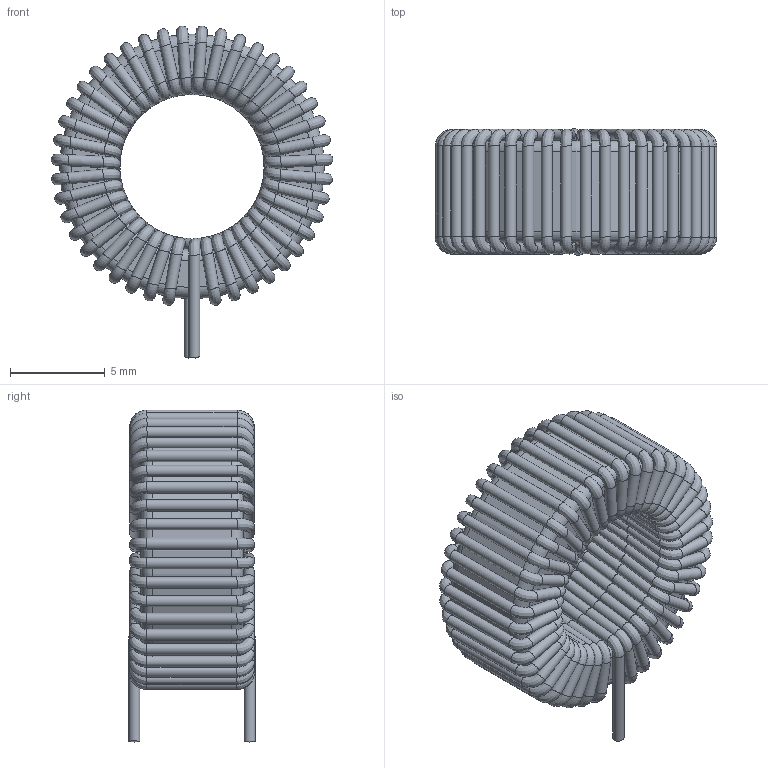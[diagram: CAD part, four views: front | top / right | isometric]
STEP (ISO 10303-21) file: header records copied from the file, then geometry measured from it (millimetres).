
FILE_DESCRIPTION(('FreeCAD Model'),'2;1');
FILE_NAME('TOROID_VERTICAL_D14.0mm_W7.0mm_P6.0mm.step', '2020-02-27T20:54:36',('Author'),(''), 'Open CASCADE STEP processor 7.3','FreeCAD','Unknown');
FILE_SCHEMA(('AUTOMOTIVE_DESIGN { 1 0 10303 214 1 1 1 1 }'));
Length unit declared in the file: millimetre
Products named in the file (4): Toroide_Black; Array001; Sweep004; Sweep003
Bounding box: 14.88 x 6.7 x 17.55 mm (x, y, z)
Volume: 698.8 mm3; surface area: 1944.6 mm2
Topology: 45 solids, 45 shells, 480 faces, 826 edges, 436 vertices
Faces by surface type: extrusion 214, revolution 170, plane 90, torus 4, cylinder 2
Full cylindrical faces by diameter (mm): 8.8 x1, 14 x1
Entity records: 13030 total; most frequent: DIRECTION 2782, CARTESIAN_POINT 1913, ORIENTED_EDGE 1652, AXIS2_PLACEMENT_3D 1091, CIRCLE 994, EDGE_CURVE 826, FACE_BOUND 482, EDGE_LOOP 482
